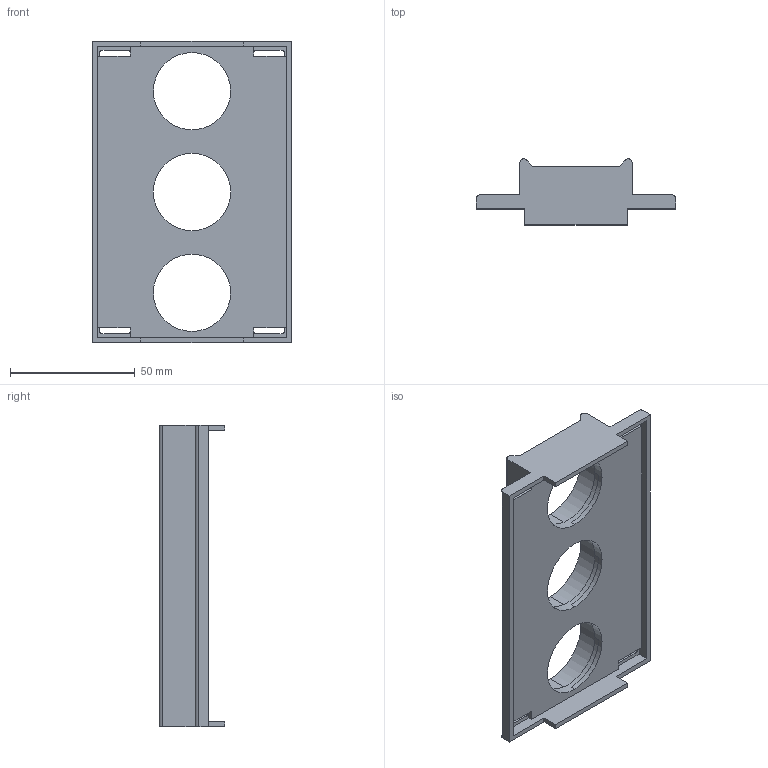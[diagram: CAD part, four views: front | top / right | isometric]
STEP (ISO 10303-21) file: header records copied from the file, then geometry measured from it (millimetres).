
FILE_DESCRIPTION((''),'2;1');
FILE_NAME('PRT9564_1','2024-02-26T07:55:40',('klemen.sitar'),('Audax d.o.o.'),'CREO PARAMETRIC BY PTC INC, 2021304','CREO PARAMETRIC BY PTC INC, 2021304','');
FILE_SCHEMA(('AP242_MANAGED_MODEL_BASED_3D_ENGINEERING_MIM_LF { 1 0 10303 442 1 1 4 }'));
Length unit declared in the file: millimetre
Products named in the file (1): PRT9564_1
Bounding box: 80 x 26.5 x 121 mm (x, y, z)
Volume: 50116.6 mm3; surface area: 29011.1 mm2
Topology: 1 solids, 1 shells, 72 faces, 240 edges, 164 vertices
Faces by surface type: plane 48, cylinder 24
Entity records: 3670 total; most frequent: ORIENTED_EDGE 480, CARTESIAN_POINT 479, DIRECTION 452, PRESENTATION_STYLE_ASSIGNMENT 242, STYLED_ITEM 242, CURVE_STYLE 241, EDGE_CURVE 240, VECTOR 174
